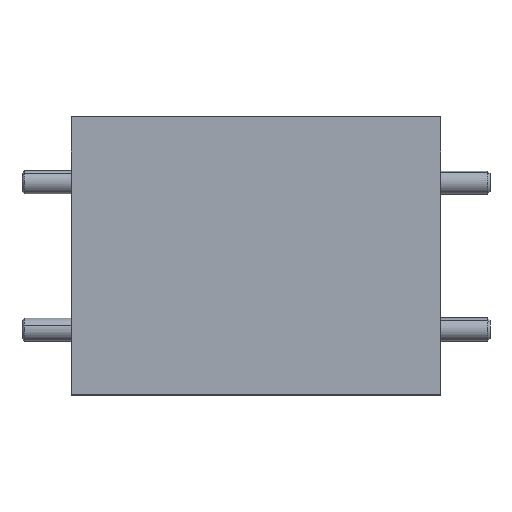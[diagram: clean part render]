
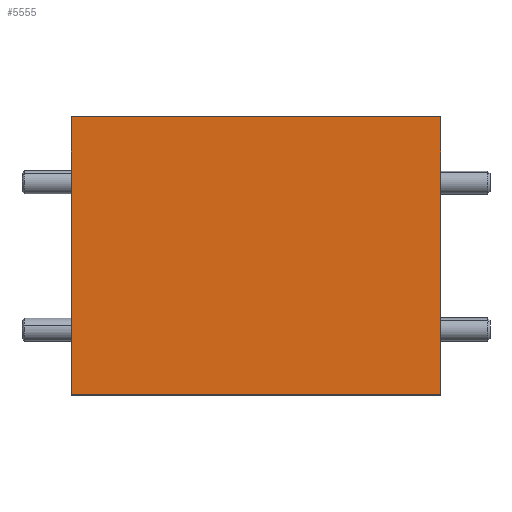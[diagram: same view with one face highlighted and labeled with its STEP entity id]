
A CAD part, top view. The second image highlights one B-rep face of the part: STEP entity #5555.
In plain terms, the highlighted planar face has unit normal (0, 0, 1).
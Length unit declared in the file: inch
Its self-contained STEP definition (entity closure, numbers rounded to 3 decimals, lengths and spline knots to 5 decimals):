
#1354 = CARTESIAN_POINT ( 'NONE',  ( -0.3, 0.375, 0.5 ) ) ;
#1362 = LINE ( 'NONE', #15896, #7146 ) ;
#1484 = CARTESIAN_POINT ( 'NONE',  ( 0.7, 0., 0.5 ) ) ;
#1688 = EDGE_CURVE ( 'NONE', #8929, #17269, #10674, .T. ) ;
#2176 = AXIS2_PLACEMENT_3D ( 'NONE', #1484, #20085, #12213 ) ;
#2848 = CARTESIAN_POINT ( 'NONE',  ( 0.7, -0.375, 0.5 ) ) ;
#3457 = CARTESIAN_POINT ( 'NONE',  ( -0.3, 0., 0.5 ) ) ;
#4159 = DIRECTION ( 'NONE',  ( 1., 0., 0. ) ) ;
#4410 = ORIENTED_EDGE ( 'NONE', *, *, #10846, .F. ) ;
#5126 = ORIENTED_EDGE ( 'NONE', *, *, #15664, .F. ) ;
#5215 = CARTESIAN_POINT ( 'NONE',  ( -0.3, 0.375, 0.5 ) ) ;
#5555 = ADVANCED_FACE ( 'NONE', ( #20183 ), #15621, .F. ) ;
#6050 = DIRECTION ( 'NONE',  ( 1., 0., 0. ) ) ;
#7146 = VECTOR ( 'NONE', #7647, 39.37008 ) ;
#7192 = VECTOR ( 'NONE', #4159, 39.37008 ) ;
#7647 = DIRECTION ( 'NONE',  ( 0., -1., 0. ) ) ;
#8222 = ORIENTED_EDGE ( 'NONE', *, *, #18581, .T. ) ;
#8929 = VERTEX_POINT ( 'NONE', #11218 ) ;
#9938 = DIRECTION ( 'NONE',  ( 0., -1., 0. ) ) ;
#10637 = CARTESIAN_POINT ( 'NONE',  ( 0.7, 0.375, 0.5 ) ) ;
#10674 = LINE ( 'NONE', #2848, #15214 ) ;
#10846 = EDGE_CURVE ( 'NONE', #11563, #17269, #1362, .T. ) ;
#11218 = CARTESIAN_POINT ( 'NONE',  ( -0.3, -0.375, 0.5 ) ) ;
#11563 = VERTEX_POINT ( 'NONE', #10637 ) ;
#11607 = LINE ( 'NONE', #3457, #16346 ) ;
#12213 = DIRECTION ( 'NONE',  ( -1., 0., 0. ) ) ;
#12579 = CARTESIAN_POINT ( 'NONE',  ( 0.7, -0.375, 0.5 ) ) ;
#13058 = ORIENTED_EDGE ( 'NONE', *, *, #1688, .T. ) ;
#14200 = VERTEX_POINT ( 'NONE', #5215 ) ;
#15214 = VECTOR ( 'NONE', #6050, 39.37008 ) ;
#15621 = PLANE ( 'NONE',  #2176 ) ;
#15664 = EDGE_CURVE ( 'NONE', #14200, #11563, #18296, .T. ) ;
#15896 = CARTESIAN_POINT ( 'NONE',  ( 0.7, 0., 0.5 ) ) ;
#16346 = VECTOR ( 'NONE', #9938, 39.37008 ) ;
#17269 = VERTEX_POINT ( 'NONE', #12579 ) ;
#18143 = EDGE_LOOP ( 'NONE', ( #13058, #4410, #5126, #8222 ) ) ;
#18296 = LINE ( 'NONE', #1354, #7192 ) ;
#18581 = EDGE_CURVE ( 'NONE', #14200, #8929, #11607, .T. ) ;
#20085 = DIRECTION ( 'NONE',  ( 0., 0., -1. ) ) ;
#20183 = FACE_OUTER_BOUND ( 'NONE', #18143, .T. ) ;
